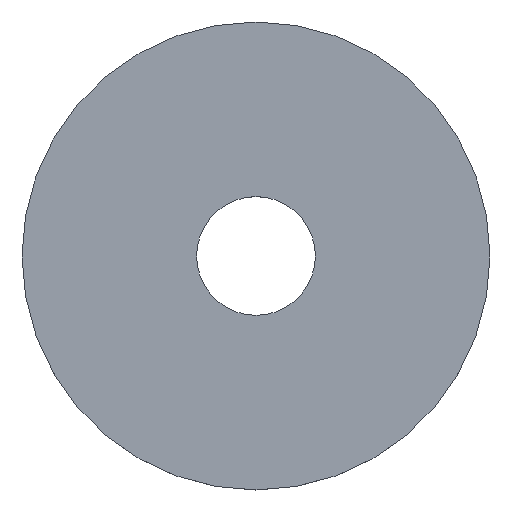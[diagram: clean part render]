
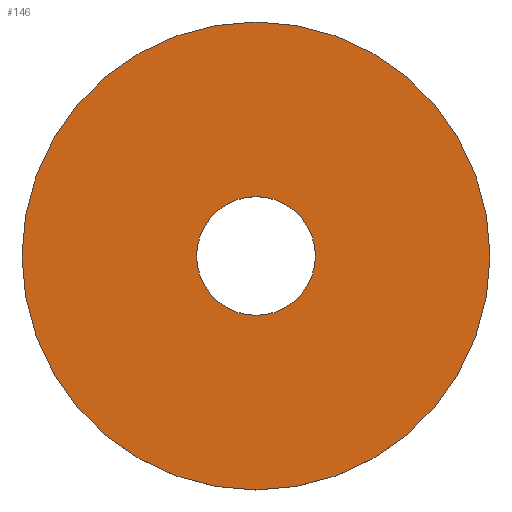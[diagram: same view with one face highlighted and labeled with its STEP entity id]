
A CAD part, top view. The second image highlights one B-rep face of the part: STEP entity #146.
In plain terms, the highlighted planar face has unit normal (0, 0, 1).
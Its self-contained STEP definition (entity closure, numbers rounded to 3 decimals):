
#10 = CARTESIAN_POINT ( 'NONE',  ( 0., 0., 2. ) ) ;
#11 = FACE_BOUND ( 'NONE', #30, .T. ) ;
#12 = DIRECTION ( 'NONE',  ( 0., 0., 1. ) ) ;
#17 = CIRCLE ( 'NONE', #174, 20.1 ) ;
#21 = DIRECTION ( 'NONE',  ( 0., 0., 1. ) ) ;
#27 = ORIENTED_EDGE ( 'NONE', *, *, #159, .F. ) ;
#30 = EDGE_LOOP ( 'NONE', ( #197, #27 ) ) ;
#31 = EDGE_CURVE ( 'NONE', #145, #194, #55, .T. ) ;
#35 = DIRECTION ( 'NONE',  ( 0., 0., 1. ) ) ;
#37 = CARTESIAN_POINT ( 'NONE',  ( 0., 0., 2. ) ) ;
#38 = CIRCLE ( 'NONE', #130, 5.1 ) ;
#48 = FACE_OUTER_BOUND ( 'NONE', #106, .T. ) ;
#55 = CIRCLE ( 'NONE', #101, 20.1 ) ;
#57 = CARTESIAN_POINT ( 'NONE',  ( 20.1, 0., 2. ) ) ;
#71 = CARTESIAN_POINT ( 'NONE',  ( -20.1, 0., 2. ) ) ;
#72 = PLANE ( 'NONE',  #172 ) ;
#87 = VERTEX_POINT ( 'NONE', #168 ) ;
#91 = ORIENTED_EDGE ( 'NONE', *, *, #103, .T. ) ;
#93 = DIRECTION ( 'NONE',  ( 1., 0., 0. ) ) ;
#95 = DIRECTION ( 'NONE',  ( 0., 0., 1. ) ) ;
#97 = DIRECTION ( 'NONE',  ( 1., 0., 0. ) ) ;
#101 = AXIS2_PLACEMENT_3D ( 'NONE', #185, #21, #201 ) ;
#102 = CARTESIAN_POINT ( 'NONE',  ( 0., 0., 2. ) ) ;
#103 = EDGE_CURVE ( 'NONE', #194, #145, #17, .T. ) ;
#106 = EDGE_LOOP ( 'NONE', ( #137, #91 ) ) ;
#111 = DIRECTION ( 'NONE',  ( 1., 0., 0. ) ) ;
#125 = CARTESIAN_POINT ( 'NONE',  ( 0., 0., 2. ) ) ;
#128 = CIRCLE ( 'NONE', #156, 5.1 ) ;
#130 = AXIS2_PLACEMENT_3D ( 'NONE', #37, #35, #200 ) ;
#137 = ORIENTED_EDGE ( 'NONE', *, *, #31, .T. ) ;
#141 = DIRECTION ( 'NONE',  ( 0., 0., 1. ) ) ;
#145 = VERTEX_POINT ( 'NONE', #71 ) ;
#146 = ADVANCED_FACE ( 'NONE', ( #11, #48 ), #72, .T. ) ;
#155 = VERTEX_POINT ( 'NONE', #183 ) ;
#156 = AXIS2_PLACEMENT_3D ( 'NONE', #125, #141, #93 ) ;
#159 = EDGE_CURVE ( 'NONE', #155, #87, #128, .T. ) ;
#168 = CARTESIAN_POINT ( 'NONE',  ( 5.1, 0., 2. ) ) ;
#172 = AXIS2_PLACEMENT_3D ( 'NONE', #10, #95, #97 ) ;
#174 = AXIS2_PLACEMENT_3D ( 'NONE', #102, #12, #111 ) ;
#183 = CARTESIAN_POINT ( 'NONE',  ( -5.1, 0., 2. ) ) ;
#185 = CARTESIAN_POINT ( 'NONE',  ( 0., 0., 2. ) ) ;
#194 = VERTEX_POINT ( 'NONE', #57 ) ;
#197 = ORIENTED_EDGE ( 'NONE', *, *, #214, .F. ) ;
#200 = DIRECTION ( 'NONE',  ( 1., 0., 0. ) ) ;
#201 = DIRECTION ( 'NONE',  ( 1., 0., 0. ) ) ;
#214 = EDGE_CURVE ( 'NONE', #87, #155, #38, .T. ) ;
